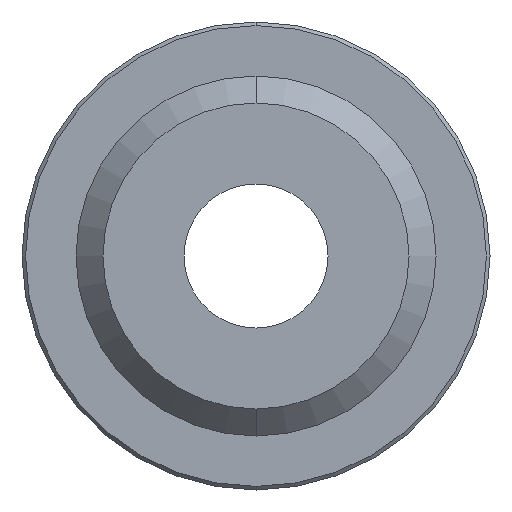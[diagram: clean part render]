
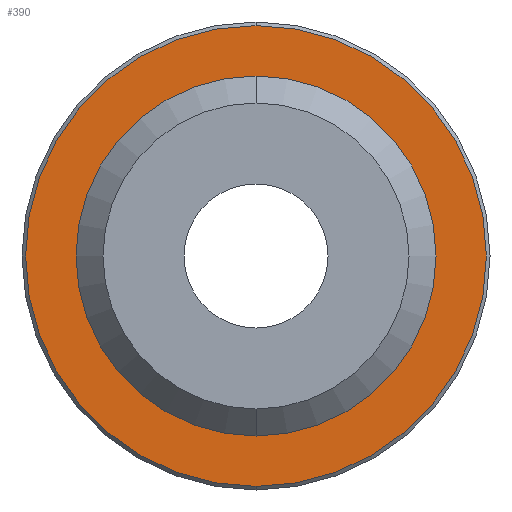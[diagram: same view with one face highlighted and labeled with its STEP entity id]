
A CAD part, front view. The second image highlights one B-rep face of the part: STEP entity #390.
In plain terms, the highlighted planar face has unit normal (0, -1, 0).
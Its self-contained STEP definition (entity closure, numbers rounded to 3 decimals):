
#49 = CARTESIAN_POINT ( 'NONE',  ( 0., 10., 12.8 ) ) ;
#82 = VERTEX_POINT ( 'NONE', #49 ) ;
#83 = CIRCLE ( 'NONE', #643, 12.8 ) ;
#96 = DIRECTION ( 'NONE',  ( 0., 0., -1. ) ) ;
#124 = CIRCLE ( 'NONE', #204, 10. ) ;
#125 = DIRECTION ( 'NONE',  ( 0., 0., -1. ) ) ;
#132 = CARTESIAN_POINT ( 'NONE',  ( 0., 10., 0. ) ) ;
#137 = PLANE ( 'NONE',  #235 ) ;
#158 = DIRECTION ( 'NONE',  ( 0., 0., -1. ) ) ;
#184 = VERTEX_POINT ( 'NONE', #562 ) ;
#204 = AXIS2_PLACEMENT_3D ( 'NONE', #925, #938, #125 ) ;
#209 = ORIENTED_EDGE ( 'NONE', *, *, #718, .F. ) ;
#222 = DIRECTION ( 'NONE',  ( 0., -1., 0. ) ) ;
#227 = ORIENTED_EDGE ( 'NONE', *, *, #791, .T. ) ;
#235 = AXIS2_PLACEMENT_3D ( 'NONE', #581, #298, #794 ) ;
#239 = EDGE_CURVE ( 'NONE', #184, #781, #124, .T. ) ;
#280 = VERTEX_POINT ( 'NONE', #802 ) ;
#298 = DIRECTION ( 'NONE',  ( 0., -1., 0. ) ) ;
#299 = EDGE_LOOP ( 'NONE', ( #515, #209 ) ) ;
#327 = AXIS2_PLACEMENT_3D ( 'NONE', #957, #222, #158 ) ;
#390 = ADVANCED_FACE ( 'NONE', ( #759, #561 ), #137, .T. ) ;
#412 = CARTESIAN_POINT ( 'NONE',  ( 0., 10., 0. ) ) ;
#466 = DIRECTION ( 'NONE',  ( 0., -1., 0. ) ) ;
#515 = ORIENTED_EDGE ( 'NONE', *, *, #239, .F. ) ;
#559 = CIRCLE ( 'NONE', #949, 12.8 ) ;
#561 = FACE_BOUND ( 'NONE', #299, .T. ) ;
#562 = CARTESIAN_POINT ( 'NONE',  ( 0., 10., -10. ) ) ;
#572 = DIRECTION ( 'NONE',  ( 0., 0., -1. ) ) ;
#581 = CARTESIAN_POINT ( 'NONE',  ( 0., 10., 0. ) ) ;
#602 = EDGE_CURVE ( 'NONE', #82, #280, #83, .T. ) ;
#643 = AXIS2_PLACEMENT_3D ( 'NONE', #132, #868, #572 ) ;
#718 = EDGE_CURVE ( 'NONE', #781, #184, #815, .T. ) ;
#759 = FACE_OUTER_BOUND ( 'NONE', #819, .T. ) ;
#778 = ORIENTED_EDGE ( 'NONE', *, *, #602, .T. ) ;
#781 = VERTEX_POINT ( 'NONE', #906 ) ;
#791 = EDGE_CURVE ( 'NONE', #280, #82, #559, .T. ) ;
#794 = DIRECTION ( 'NONE',  ( 0., 0., -1. ) ) ;
#802 = CARTESIAN_POINT ( 'NONE',  ( 0., 10., -12.8 ) ) ;
#815 = CIRCLE ( 'NONE', #327, 10. ) ;
#819 = EDGE_LOOP ( 'NONE', ( #778, #227 ) ) ;
#868 = DIRECTION ( 'NONE',  ( 0., -1., 0. ) ) ;
#906 = CARTESIAN_POINT ( 'NONE',  ( 0., 10., 10. ) ) ;
#925 = CARTESIAN_POINT ( 'NONE',  ( 0., 10., 0. ) ) ;
#938 = DIRECTION ( 'NONE',  ( 0., -1., 0. ) ) ;
#949 = AXIS2_PLACEMENT_3D ( 'NONE', #412, #466, #96 ) ;
#957 = CARTESIAN_POINT ( 'NONE',  ( 0., 10., 0. ) ) ;
